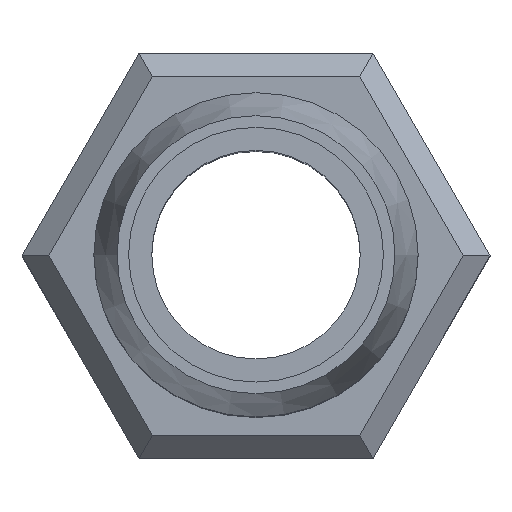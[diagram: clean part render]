
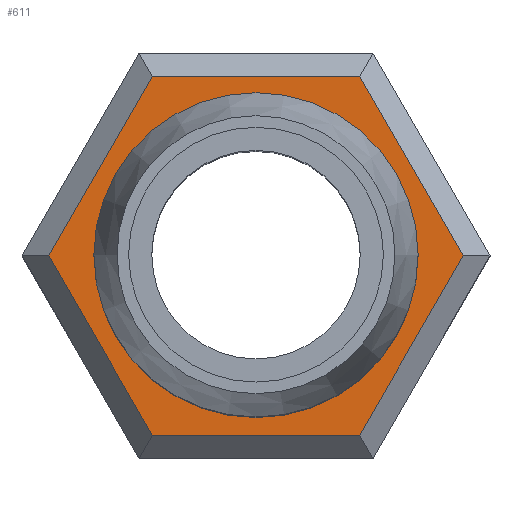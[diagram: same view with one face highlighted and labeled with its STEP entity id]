
A CAD part, top view. The second image highlights one B-rep face of the part: STEP entity #611.
In plain terms, the highlighted planar face has unit normal (0, 0, 1).
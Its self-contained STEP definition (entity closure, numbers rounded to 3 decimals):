
#447 = VERTEX_POINT('',#448);
#448 = CARTESIAN_POINT('',(8.949,0.,15.));
#454 = EDGE_CURVE('',#447,#455,#457,.T.);
#455 = VERTEX_POINT('',#456);
#456 = CARTESIAN_POINT('',(4.474,-7.75,15.));
#457 = LINE('',#458,#459);
#458 = CARTESIAN_POINT('',(9.238,0.5,15.));
#459 = VECTOR('',#460,1.);
#460 = DIRECTION('',(-0.5,-0.866,0.));
#478 = VERTEX_POINT('',#479);
#479 = CARTESIAN_POINT('',(4.474,7.75,15.));
#487 = EDGE_CURVE('',#478,#447,#488,.T.);
#488 = LINE('',#489,#490);
#489 = CARTESIAN_POINT('',(4.186,8.25,15.));
#490 = VECTOR('',#491,1.);
#491 = DIRECTION('',(0.5,-0.866,0.));
#502 = EDGE_CURVE('',#455,#503,#505,.T.);
#503 = VERTEX_POINT('',#504);
#504 = CARTESIAN_POINT('',(-4.474,-7.75,15.));
#505 = LINE('',#506,#507);
#506 = CARTESIAN_POINT('',(5.052,-7.75,15.));
#507 = VECTOR('',#508,1.);
#508 = DIRECTION('',(-1.,0.,0.));
#526 = VERTEX_POINT('',#527);
#527 = CARTESIAN_POINT('',(-4.474,7.75,15.));
#535 = EDGE_CURVE('',#526,#478,#536,.T.);
#536 = LINE('',#537,#538);
#537 = CARTESIAN_POINT('',(-5.052,7.75,15.));
#538 = VECTOR('',#539,1.);
#539 = DIRECTION('',(1.,0.,0.));
#550 = EDGE_CURVE('',#503,#551,#553,.T.);
#551 = VERTEX_POINT('',#552);
#552 = CARTESIAN_POINT('',(-8.949,0.,15.));
#553 = LINE('',#554,#555);
#554 = CARTESIAN_POINT('',(-4.186,-8.25,15.));
#555 = VECTOR('',#556,1.);
#556 = DIRECTION('',(-0.5,0.866,0.));
#576 = EDGE_CURVE('',#551,#526,#577,.T.);
#577 = LINE('',#578,#579);
#578 = CARTESIAN_POINT('',(-9.238,-0.5,15.));
#579 = VECTOR('',#580,1.);
#580 = DIRECTION('',(0.5,0.866,0.));
#611 = ADVANCED_FACE('',(#612,#620),#631,.F.);
#612 = FACE_BOUND('',#613,.F.);
#613 = EDGE_LOOP('',(#614,#615,#616,#617,#618,#619));
#614 = ORIENTED_EDGE('',*,*,#502,.T.);
#615 = ORIENTED_EDGE('',*,*,#550,.T.);
#616 = ORIENTED_EDGE('',*,*,#576,.T.);
#617 = ORIENTED_EDGE('',*,*,#535,.T.);
#618 = ORIENTED_EDGE('',*,*,#487,.T.);
#619 = ORIENTED_EDGE('',*,*,#454,.T.);
#620 = FACE_BOUND('',#621,.F.);
#621 = EDGE_LOOP('',(#622));
#622 = ORIENTED_EDGE('',*,*,#623,.T.);
#623 = EDGE_CURVE('',#624,#624,#626,.T.);
#624 = VERTEX_POINT('',#625);
#625 = CARTESIAN_POINT('',(6.,0.,15.));
#626 = CIRCLE('',#627,6.);
#627 = AXIS2_PLACEMENT_3D('',#628,#629,#630);
#628 = CARTESIAN_POINT('',(0.,0.,15.));
#629 = DIRECTION('',(0.,0.,1.));
#630 = DIRECTION('',(1.,0.,0.));
#631 = PLANE('',#632);
#632 = AXIS2_PLACEMENT_3D('',#633,#634,#635);
#633 = CARTESIAN_POINT('',(0.,0.,15.));
#634 = DIRECTION('',(-0.,-0.,-1.));
#635 = DIRECTION('',(-1.,0.,0.));
